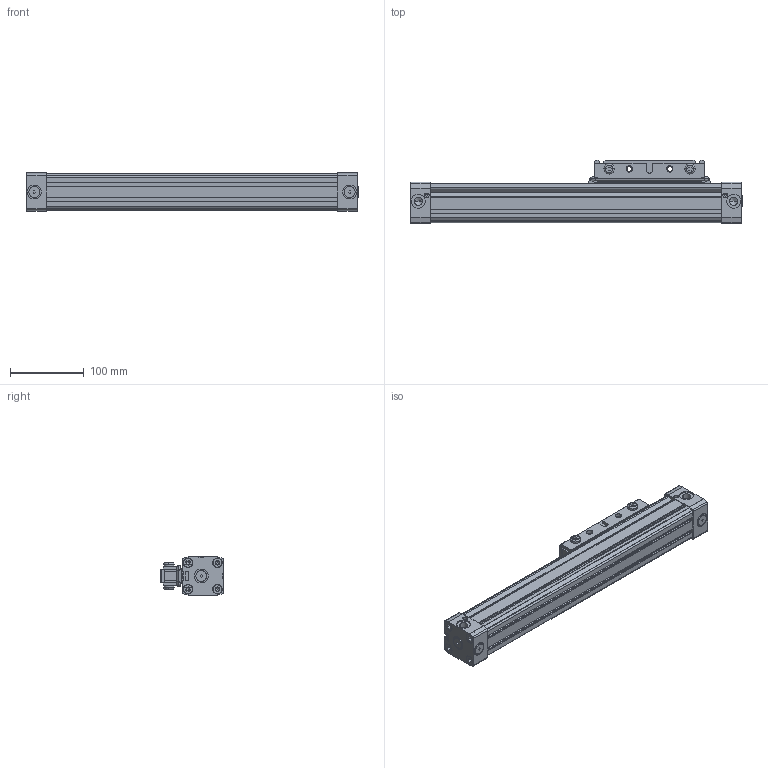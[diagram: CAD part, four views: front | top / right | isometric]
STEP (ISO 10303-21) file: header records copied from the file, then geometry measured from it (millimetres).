
FILE_DESCRIPTION (( 'STEP AP203' ), '1' );
FILE_NAME ('L32M0200MD-MC.step', '2019-11-14T13:20:40', ( '' ), ( '' ), 'SwSTEP 2.0', 'SolidWorks 2019', '' );
FILE_SCHEMA (( 'CONFIG_CONTROL_DESIGN' ));
Length unit declared in the file: inch
Products named in the file (3): L32M0200MD-MC; L32M0200MD-MC_PISTON; L32M0200MD-MC_BODY
Assembly tree (2 placements, depth 2):
  L32M0200MD-MC
    L32M0200MD-MC_BODY
    L32M0200MD-MC_PISTON
Bounding box: 451.57 x 86.79 x 52 mm (x, y, z)
Volume: 988485.4 mm3; surface area: 247756.2 mm2
Topology: 13 solids, 13 shells, 822 faces, 2099 edges, 1344 vertices
Faces by surface type: plane 433, cylinder 273, cone 100, bspline 16
Entity records: 25269 total; most frequent: CARTESIAN_POINT 4723, DIRECTION 4301, ORIENTED_EDGE 4134, EDGE_CURVE 2067, AXIS2_PLACEMENT_3D 1459, LINE 1383, VECTOR 1383, VERTEX_POINT 1344
